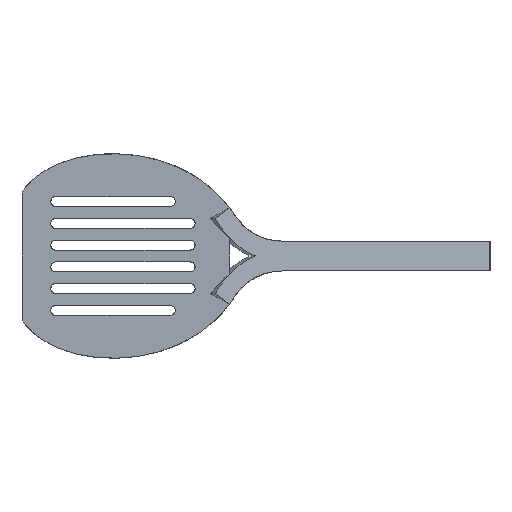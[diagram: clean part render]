
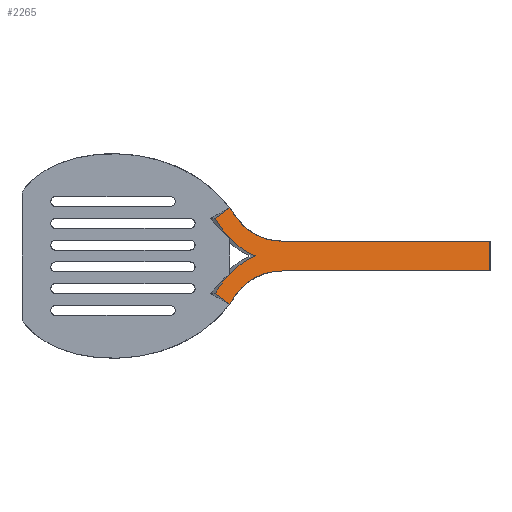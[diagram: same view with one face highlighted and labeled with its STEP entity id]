
A CAD part, front view. The second image highlights one B-rep face of the part: STEP entity #2265.
In plain terms, the highlighted planar face has unit normal (0.5, -0.866, 0).
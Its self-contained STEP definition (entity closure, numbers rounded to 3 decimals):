
#42 = CARTESIAN_POINT ( 'NONE',  ( 50.588, -1.104, -11.247 ) ) ;
#100 = EDGE_CURVE ( 'NONE', #1510, #6535, #1248, .T. ) ;
#113 = CARTESIAN_POINT ( 'NONE',  ( 58.175, 3.277, 4.067 ) ) ;
#281 = CARTESIAN_POINT ( 'NONE',  ( 61.949, 5.455, -1.723 ) ) ;
#341 = CARTESIAN_POINT ( 'NONE',  ( 80.34, 16.073, 7.5 ) ) ;
#368 = ORIENTED_EDGE ( 'NONE', *, *, #1425, .F. ) ;
#411 = DIRECTION ( 'NONE',  ( -0.72, -0.416, 0.555 ) ) ;
#461 = AXIS2_PLACEMENT_3D ( 'NONE', #4978, #5926, #2450 ) ;
#463 = CARTESIAN_POINT ( 'NONE',  ( 52.5, 0., -9.123 ) ) ;
#479 = VERTEX_POINT ( 'NONE', #3544 ) ;
#506 = EDGE_LOOP ( 'NONE', ( #368, #2895, #1004, #3291, #2850, #5855, #1877, #2243, #1376, #2255, #5241 ) ) ;
#524 = CARTESIAN_POINT ( 'NONE',  ( 65.88, 7.725, 0. ) ) ;
#537 = CARTESIAN_POINT ( 'NONE',  ( 52.5, 0., -24.5 ) ) ;
#558 = LINE ( 'NONE', #1537, #3142 ) ;
#657 = CARTESIAN_POINT ( 'NONE',  ( 58.175, 3.277, -4.067 ) ) ;
#662 = CARTESIAN_POINT ( 'NONE',  ( 52.5, 0., 9.123 ) ) ;
#683 = CARTESIAN_POINT ( 'NONE',  ( 51.528, -0.561, -10.151 ) ) ;
#720 = CARTESIAN_POINT ( 'NONE',  ( 53.19, 0.398, -8.394 ) ) ;
#784 = CARTESIAN_POINT ( 'NONE',  ( 80.34, 16.073, -7.5 ) ) ;
#816 = CARTESIAN_POINT ( 'NONE',  ( 52.5, 0., 24.5 ) ) ;
#897 = VERTEX_POINT ( 'NONE', #5629 ) ;
#1004 = ORIENTED_EDGE ( 'NONE', *, *, #4149, .T. ) ;
#1105 = VERTEX_POINT ( 'NONE', #816 ) ;
#1137 = CARTESIAN_POINT ( 'NONE',  ( 52.5, 0., 9.123 ) ) ;
#1158 = CARTESIAN_POINT ( 'NONE',  ( 65.88, 7.725, 0. ) ) ;
#1248 = B_SPLINE_CURVE_WITH_KNOTS ( 'NONE', 3,
 ( #3187, #1261, #6404, #2790, #113, #6302, #5780, #1158 ),
 .UNSPECIFIED., .F., .F.,
 ( 4, 2, 2, 4 ),
 ( 0.396, 0.5, 0.75, 1. ),
 .UNSPECIFIED. ) ;
#1261 = CARTESIAN_POINT ( 'NONE',  ( 53.19, 0.398, 8.394 ) ) ;
#1335 = CARTESIAN_POINT ( 'NONE',  ( 52.5, 0., -24.5 ) ) ;
#1337 = DIRECTION ( 'NONE',  ( -0.866, -0.5, 0. ) ) ;
#1357 = CARTESIAN_POINT ( 'NONE',  ( 59.875, 4.258, 11.74 ) ) ;
#1376 = ORIENTED_EDGE ( 'NONE', *, *, #2341, .F. ) ;
#1425 = EDGE_CURVE ( 'NONE', #1105, #479, #1601, .T. ) ;
#1442 = VECTOR ( 'NONE', #2629, 1000. ) ;
#1510 = VERTEX_POINT ( 'NONE', #662 ) ;
#1537 = CARTESIAN_POINT ( 'NONE',  ( 184.263, 76.073, 0. ) ) ;
#1601 = B_SPLINE_CURVE_WITH_KNOTS ( 'NONE', 3,
 ( #3436, #1357, #1857, #341 ),
 .UNSPECIFIED., .F., .F.,
 ( 4, 4 ),
 ( 0., 1. ),
 .UNSPECIFIED. ) ;
#1765 = CARTESIAN_POINT ( 'NONE',  ( 52.5, 0., -9.123 ) ) ;
#1857 = CARTESIAN_POINT ( 'NONE',  ( 69.125, 9.598, 7.5 ) ) ;
#1877 = ORIENTED_EDGE ( 'NONE', *, *, #3492, .F. ) ;
#1892 = CARTESIAN_POINT ( 'NONE',  ( 52.5, 0., -24.5 ) ) ;
#1942 = PLANE ( 'NONE',  #461 ) ;
#2055 = CARTESIAN_POINT ( 'NONE',  ( 51.528, -0.561, 10.151 ) ) ;
#2083 = B_SPLINE_CURVE_WITH_KNOTS ( 'NONE', 3,
 ( #6319, #683, #42, #3736, #5735, #2743 ),
 .UNSPECIFIED., .F., .F.,
 ( 4, 2, 4 ),
 ( 0.604, 0.75, 1. ),
 .UNSPECIFIED. ) ;
#2134 = CARTESIAN_POINT ( 'NONE',  ( 80.34, 16.073, -7.5 ) ) ;
#2243 = ORIENTED_EDGE ( 'NONE', *, *, #2882, .F. ) ;
#2251 = VECTOR ( 'NONE', #411, 1000. ) ;
#2255 = ORIENTED_EDGE ( 'NONE', *, *, #5925, .F. ) ;
#2265 = ADVANCED_FACE ( 'NONE', ( #5993 ), #1942, .F. ) ;
#2341 = EDGE_CURVE ( 'NONE', #5716, #2818, #6509, .T. ) ;
#2431 = CARTESIAN_POINT ( 'NONE',  ( 65.88, 7.725, 0. ) ) ;
#2450 = DIRECTION ( 'NONE',  ( 0., 0., 1. ) ) ;
#2486 = B_SPLINE_CURVE_WITH_KNOTS ( 'NONE', 3,
 ( #524, #2711, #281, #657, #2752, #3340, #720, #1765 ),
 .UNSPECIFIED., .F., .F.,
 ( 4, 2, 2, 4 ),
 ( 0., 0.25, 0.5, 0.604 ),
 .UNSPECIFIED. ) ;
#2526 = EDGE_CURVE ( 'NONE', #3306, #1105, #3846, .T. ) ;
#2615 = DIRECTION ( 'NONE',  ( 0., 0., -1. ) ) ;
#2629 = DIRECTION ( 'NONE',  ( 0.866, 0.5, 0. ) ) ;
#2632 = CARTESIAN_POINT ( 'NONE',  ( 48.126, -2.525, 14.397 ) ) ;
#2711 = CARTESIAN_POINT ( 'NONE',  ( 63.898, 6.581, -0.762 ) ) ;
#2743 = CARTESIAN_POINT ( 'NONE',  ( 45.297, -4.159, -18.949 ) ) ;
#2752 = CARTESIAN_POINT ( 'NONE',  ( 56.352, 2.224, -5.45 ) ) ;
#2790 = CARTESIAN_POINT ( 'NONE',  ( 56.352, 2.224, 5.45 ) ) ;
#2818 = VERTEX_POINT ( 'NONE', #2134 ) ;
#2850 = ORIENTED_EDGE ( 'NONE', *, *, #5351, .T. ) ;
#2882 = EDGE_CURVE ( 'NONE', #2818, #4964, #3516, .T. ) ;
#2895 = ORIENTED_EDGE ( 'NONE', *, *, #2526, .F. ) ;
#3142 = VECTOR ( 'NONE', #2615, 1000. ) ;
#3187 = CARTESIAN_POINT ( 'NONE',  ( 52.5, 0., 9.123 ) ) ;
#3291 = ORIENTED_EDGE ( 'NONE', *, *, #100, .T. ) ;
#3306 = VERTEX_POINT ( 'NONE', #4996 ) ;
#3340 = CARTESIAN_POINT ( 'NONE',  ( 53.896, 0.806, -7.699 ) ) ;
#3436 = CARTESIAN_POINT ( 'NONE',  ( 52.5, 0., 24.5 ) ) ;
#3492 = EDGE_CURVE ( 'NONE', #4964, #6171, #3502, .T. ) ;
#3502 = LINE ( 'NONE', #537, #2251 ) ;
#3516 = B_SPLINE_CURVE_WITH_KNOTS ( 'NONE', 3,
 ( #784, #6424, #5003, #1892 ),
 .UNSPECIFIED., .F., .F.,
 ( 4, 4 ),
 ( 0., 1. ),
 .UNSPECIFIED. ) ;
#3544 = CARTESIAN_POINT ( 'NONE',  ( 80.34, 16.073, 7.5 ) ) ;
#3623 = CARTESIAN_POINT ( 'NONE',  ( 45.297, -4.159, 18.949 ) ) ;
#3697 = CARTESIAN_POINT ( 'NONE',  ( 46.667, -3.368, 16.577 ) ) ;
#3736 = CARTESIAN_POINT ( 'NONE',  ( 48.126, -2.525, -14.397 ) ) ;
#3846 = LINE ( 'NONE', #5985, #6063 ) ;
#4149 = EDGE_CURVE ( 'NONE', #3306, #1510, #6194, .T. ) ;
#4392 = DIRECTION ( 'NONE',  ( 0.72, 0.416, 0.555 ) ) ;
#4400 = CARTESIAN_POINT ( 'NONE',  ( 184.263, 76.073, -7.5 ) ) ;
#4525 = EDGE_CURVE ( 'NONE', #5929, #6171, #2083, .T. ) ;
#4549 = VECTOR ( 'NONE', #1337, 1000. ) ;
#4616 = CARTESIAN_POINT ( 'NONE',  ( 45.297, -4.159, -18.949 ) ) ;
#4620 = CARTESIAN_POINT ( 'NONE',  ( 184.263, 76.073, -7.5 ) ) ;
#4685 = CARTESIAN_POINT ( 'NONE',  ( 50.588, -1.104, 11.247 ) ) ;
#4964 = VERTEX_POINT ( 'NONE', #1335 ) ;
#4978 = CARTESIAN_POINT ( 'NONE',  ( 54.616, 1.222, -7.039 ) ) ;
#4996 = CARTESIAN_POINT ( 'NONE',  ( 45.297, -4.159, 18.949 ) ) ;
#5003 = CARTESIAN_POINT ( 'NONE',  ( 59.875, 4.258, -11.74 ) ) ;
#5184 = CARTESIAN_POINT ( 'NONE',  ( 184.263, 76.073, 7.5 ) ) ;
#5241 = ORIENTED_EDGE ( 'NONE', *, *, #6673, .F. ) ;
#5351 = EDGE_CURVE ( 'NONE', #6535, #5929, #2486, .T. ) ;
#5629 = CARTESIAN_POINT ( 'NONE',  ( 184.263, 76.073, 7.5 ) ) ;
#5716 = VERTEX_POINT ( 'NONE', #4620 ) ;
#5735 = CARTESIAN_POINT ( 'NONE',  ( 46.667, -3.368, -16.577 ) ) ;
#5780 = CARTESIAN_POINT ( 'NONE',  ( 63.898, 6.581, 0.762 ) ) ;
#5855 = ORIENTED_EDGE ( 'NONE', *, *, #4525, .T. ) ;
#5925 = EDGE_CURVE ( 'NONE', #897, #5716, #558, .T. ) ;
#5926 = DIRECTION ( 'NONE',  ( -0.5, 0.866, 0. ) ) ;
#5929 = VERTEX_POINT ( 'NONE', #463 ) ;
#5985 = CARTESIAN_POINT ( 'NONE',  ( 45.297, -4.159, 18.949 ) ) ;
#5993 = FACE_OUTER_BOUND ( 'NONE', #506, .T. ) ;
#6063 = VECTOR ( 'NONE', #4392, 1000. ) ;
#6111 = LINE ( 'NONE', #5184, #1442 ) ;
#6171 = VERTEX_POINT ( 'NONE', #4616 ) ;
#6194 = B_SPLINE_CURVE_WITH_KNOTS ( 'NONE', 3,
 ( #3623, #3697, #2632, #4685, #2055, #1137 ),
 .UNSPECIFIED., .F., .F.,
 ( 4, 2, 4 ),
 ( 0., 0.25, 0.396 ),
 .UNSPECIFIED. ) ;
#6302 = CARTESIAN_POINT ( 'NONE',  ( 61.949, 5.455, 1.723 ) ) ;
#6319 = CARTESIAN_POINT ( 'NONE',  ( 52.5, 0., -9.123 ) ) ;
#6404 = CARTESIAN_POINT ( 'NONE',  ( 53.896, 0.806, 7.699 ) ) ;
#6424 = CARTESIAN_POINT ( 'NONE',  ( 69.125, 9.598, -7.5 ) ) ;
#6509 = LINE ( 'NONE', #4400, #4549 ) ;
#6535 = VERTEX_POINT ( 'NONE', #2431 ) ;
#6673 = EDGE_CURVE ( 'NONE', #479, #897, #6111, .T. ) ;
